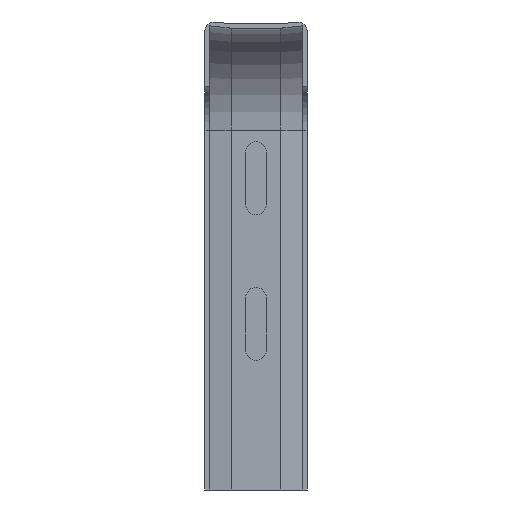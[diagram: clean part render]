
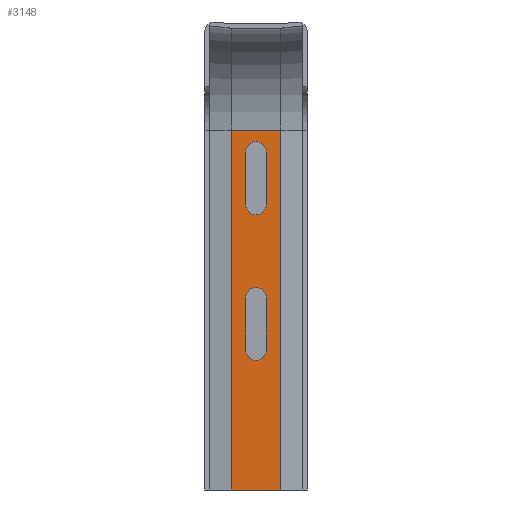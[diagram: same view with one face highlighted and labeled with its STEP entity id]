
A CAD part, front view. The second image highlights one B-rep face of the part: STEP entity #3148.
In plain terms, the highlighted planar face has unit normal (0, -1, 0).
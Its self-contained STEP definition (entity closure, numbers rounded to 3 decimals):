
#188=FACE_OUTER_BOUND('',#334,.T.);
#334=EDGE_LOOP('',(#2799,#2800,#2801,#2802));
#713=LINE('',#5091,#1109);
#720=LINE('',#5110,#1116);
#721=LINE('',#5113,#1117);
#722=LINE('',#5114,#1118);
#1109=VECTOR('',#4142,1.);
#1116=VECTOR('',#4167,1.);
#1117=VECTOR('',#4170,1.);
#1118=VECTOR('',#4171,1.);
#1507=VERTEX_POINT('',#5086);
#1508=VERTEX_POINT('',#5090);
#1511=VERTEX_POINT('',#5108);
#1512=VERTEX_POINT('',#5112);
#1964=EDGE_CURVE('',#1508,#1507,#713,.T.);
#1974=EDGE_CURVE('',#1511,#1507,#720,.T.);
#1975=EDGE_CURVE('',#1512,#1511,#721,.T.);
#1976=EDGE_CURVE('',#1512,#1508,#722,.T.);
#2799=ORIENTED_EDGE('',*,*,#1975,.T.);
#2800=ORIENTED_EDGE('',*,*,#1974,.T.);
#2801=ORIENTED_EDGE('',*,*,#1964,.F.);
#2802=ORIENTED_EDGE('',*,*,#1976,.F.);
#3002=PLANE('',#3383);
#3148=ADVANCED_FACE('',(#188),#3002,.T.);
#3383=AXIS2_PLACEMENT_3D('',#5111,#4168,#4169);
#4142=DIRECTION('',(1.,0.,0.));
#4167=DIRECTION('',(0.,0.,1.));
#4168=DIRECTION('center_axis',(0.,-1.,0.));
#4169=DIRECTION('ref_axis',(1.,0.,0.));
#4170=DIRECTION('',(1.,0.,0.));
#4171=DIRECTION('',(0.,0.,1.));
#5086=CARTESIAN_POINT('',(51.041,-3.084,130.357));
#5090=CARTESIAN_POINT('',(34.041,-3.084,130.357));
#5091=CARTESIAN_POINT('',(34.041,-3.084,130.357));
#5108=CARTESIAN_POINT('',(51.041,-3.084,6.857));
#5110=CARTESIAN_POINT('',(51.041,-3.084,6.857));
#5111=CARTESIAN_POINT('Origin',(34.041,-3.084,6.857));
#5112=CARTESIAN_POINT('',(34.041,-3.084,6.857));
#5113=CARTESIAN_POINT('',(34.041,-3.084,6.857));
#5114=CARTESIAN_POINT('',(34.041,-3.084,6.857));
